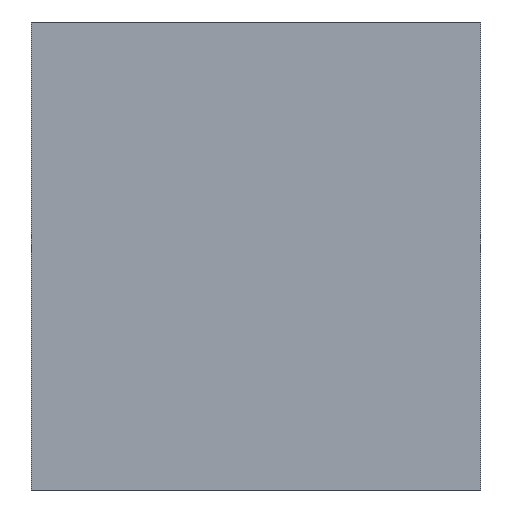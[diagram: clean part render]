
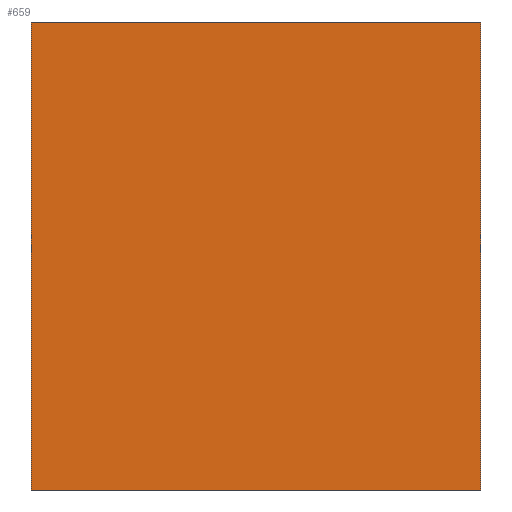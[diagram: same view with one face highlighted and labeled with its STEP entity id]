
A CAD part, left-side view. The second image highlights one B-rep face of the part: STEP entity #659.
In plain terms, the highlighted planar face has unit normal (-1, 0, 0).
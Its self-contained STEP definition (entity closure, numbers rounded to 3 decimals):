
#11 = LINE ( 'NONE', #86, #545 ) ;
#17 = ORIENTED_EDGE ( 'NONE', *, *, #466, .F. ) ;
#30 = CARTESIAN_POINT ( 'NONE',  ( 0., 240., 125. ) ) ;
#58 = VERTEX_POINT ( 'NONE', #789 ) ;
#83 = DIRECTION ( 'NONE',  ( 0., -1., 0. ) ) ;
#86 = CARTESIAN_POINT ( 'NONE',  ( 0., 240., 125. ) ) ;
#97 = LINE ( 'NONE', #692, #771 ) ;
#155 = CARTESIAN_POINT ( 'NONE',  ( 0., 0., 125. ) ) ;
#167 = ORIENTED_EDGE ( 'NONE', *, *, #324, .T. ) ;
#177 = DIRECTION ( 'NONE',  ( 1., 0., 0. ) ) ;
#252 = ORIENTED_EDGE ( 'NONE', *, *, #643, .F. ) ;
#273 = LINE ( 'NONE', #400, #715 ) ;
#285 = CARTESIAN_POINT ( 'NONE',  ( 0., 0., 125. ) ) ;
#287 = EDGE_LOOP ( 'NONE', ( #167, #17, #252, #409 ) ) ;
#304 = EDGE_CURVE ( 'NONE', #507, #58, #11, .T. ) ;
#324 = EDGE_CURVE ( 'NONE', #58, #774, #97, .T. ) ;
#333 = CARTESIAN_POINT ( 'NONE',  ( 0., 0., 125. ) ) ;
#350 = DIRECTION ( 'NONE',  ( 0., -1., 0. ) ) ;
#393 = VERTEX_POINT ( 'NONE', #155 ) ;
#400 = CARTESIAN_POINT ( 'NONE',  ( 0., 0., 125. ) ) ;
#409 = ORIENTED_EDGE ( 'NONE', *, *, #304, .T. ) ;
#414 = DIRECTION ( 'NONE',  ( 0., 0., -1. ) ) ;
#466 = EDGE_CURVE ( 'NONE', #393, #774, #752, .T. ) ;
#507 = VERTEX_POINT ( 'NONE', #30 ) ;
#509 = DIRECTION ( 'NONE',  ( 0., 0., -1. ) ) ;
#514 = FACE_OUTER_BOUND ( 'NONE', #287, .T. ) ;
#545 = VECTOR ( 'NONE', #509, 1000. ) ;
#578 = VECTOR ( 'NONE', #635, 1000. ) ;
#591 = PLANE ( 'NONE',  #784 ) ;
#594 = CARTESIAN_POINT ( 'NONE',  ( 0., 0., -125. ) ) ;
#635 = DIRECTION ( 'NONE',  ( 0., 0., -1. ) ) ;
#643 = EDGE_CURVE ( 'NONE', #507, #393, #273, .T. ) ;
#659 = ADVANCED_FACE ( 'NONE', ( #514 ), #591, .F. ) ;
#692 = CARTESIAN_POINT ( 'NONE',  ( 0., 0., -125. ) ) ;
#715 = VECTOR ( 'NONE', #350, 1000. ) ;
#752 = LINE ( 'NONE', #333, #578 ) ;
#771 = VECTOR ( 'NONE', #83, 1000. ) ;
#774 = VERTEX_POINT ( 'NONE', #594 ) ;
#784 = AXIS2_PLACEMENT_3D ( 'NONE', #285, #177, #414 ) ;
#789 = CARTESIAN_POINT ( 'NONE',  ( 0., 240., -125. ) ) ;
